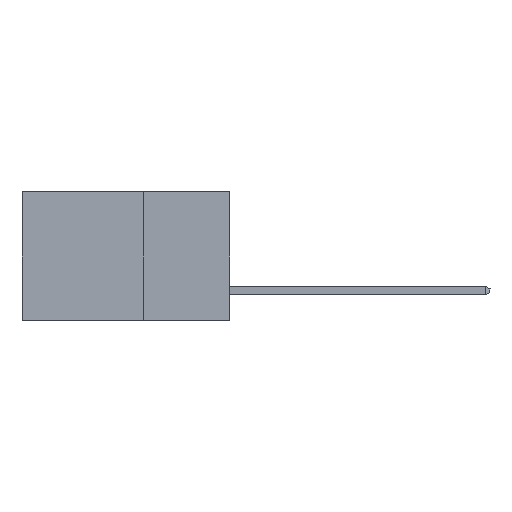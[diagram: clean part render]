
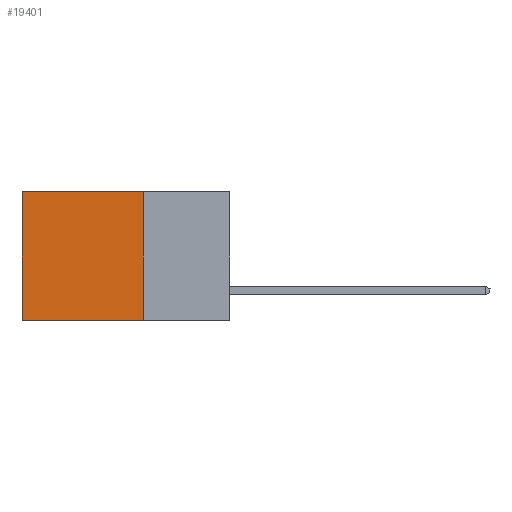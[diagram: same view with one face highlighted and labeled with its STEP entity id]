
A CAD part, left-side view. The second image highlights one B-rep face of the part: STEP entity #19401.
In plain terms, the highlighted planar face has unit normal (-1, 0, 0).
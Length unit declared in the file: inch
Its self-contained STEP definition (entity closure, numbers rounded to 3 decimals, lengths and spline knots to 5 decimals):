
#2331 = CARTESIAN_POINT ( 'NONE',  ( 0.2615, 0.6, -0.37 ) ) ;
#2533 = ORIENTED_EDGE ( 'NONE', *, *, #11732, .F. ) ;
#2970 = CARTESIAN_POINT ( 'NONE',  ( 0.2615, 0.25, 0. ) ) ;
#3382 = LINE ( 'NONE', #13467, #10542 ) ;
#4156 = PLANE ( 'NONE',  #19800 ) ;
#4704 = ORIENTED_EDGE ( 'NONE', *, *, #6411, .F. ) ;
#5776 = DIRECTION ( 'NONE',  ( 0., 0., -1. ) ) ;
#6411 = EDGE_CURVE ( 'NONE', #11022, #17089, #3382, .T. ) ;
#7046 = LINE ( 'NONE', #18754, #20324 ) ;
#7937 = CARTESIAN_POINT ( 'NONE',  ( 0.2615, 0.25, 0. ) ) ;
#9942 = EDGE_CURVE ( 'NONE', #19541, #17089, #18660, .T. ) ;
#10542 = VECTOR ( 'NONE', #20892, 39.37008 ) ;
#11022 = VERTEX_POINT ( 'NONE', #20667 ) ;
#11304 = DIRECTION ( 'NONE',  ( 0., 1., 0. ) ) ;
#11366 = ORIENTED_EDGE ( 'NONE', *, *, #9942, .T. ) ;
#11518 = VECTOR ( 'NONE', #11304, 39.37008 ) ;
#11732 = EDGE_CURVE ( 'NONE', #19517, #11022, #7046, .T. ) ;
#12078 = CARTESIAN_POINT ( 'NONE',  ( 0.2615, 0.25, -0.37 ) ) ;
#12695 = CARTESIAN_POINT ( 'NONE',  ( 0.2615, 0.6, -0.37 ) ) ;
#12945 = LINE ( 'NONE', #2970, #11518 ) ;
#13013 = EDGE_LOOP ( 'NONE', ( #11366, #4704, #2533, #15700 ) ) ;
#13467 = CARTESIAN_POINT ( 'NONE',  ( 0.2615, 0.25, -0.37 ) ) ;
#15700 = ORIENTED_EDGE ( 'NONE', *, *, #19623, .T. ) ;
#17089 = VERTEX_POINT ( 'NONE', #12695 ) ;
#17369 = DIRECTION ( 'NONE',  ( 0., 0., -1. ) ) ;
#18660 = LINE ( 'NONE', #2331, #20666 ) ;
#18754 = CARTESIAN_POINT ( 'NONE',  ( 0.2615, 0.25, -0.37 ) ) ;
#19401 = ADVANCED_FACE ( 'NONE', ( #20528 ), #4156, .F. ) ;
#19517 = VERTEX_POINT ( 'NONE', #7937 ) ;
#19541 = VERTEX_POINT ( 'NONE', #20840 ) ;
#19623 = EDGE_CURVE ( 'NONE', #19517, #19541, #12945, .T. ) ;
#19800 = AXIS2_PLACEMENT_3D ( 'NONE', #12078, #20413, #17369 ) ;
#20324 = VECTOR ( 'NONE', #20490, 39.37008 ) ;
#20413 = DIRECTION ( 'NONE',  ( 1., 0., 0. ) ) ;
#20490 = DIRECTION ( 'NONE',  ( 0., 0., -1. ) ) ;
#20528 = FACE_OUTER_BOUND ( 'NONE', #13013, .T. ) ;
#20666 = VECTOR ( 'NONE', #5776, 39.37008 ) ;
#20667 = CARTESIAN_POINT ( 'NONE',  ( 0.2615, 0.25, -0.37 ) ) ;
#20840 = CARTESIAN_POINT ( 'NONE',  ( 0.2615, 0.6, 0. ) ) ;
#20892 = DIRECTION ( 'NONE',  ( 0., 1., 0. ) ) ;
